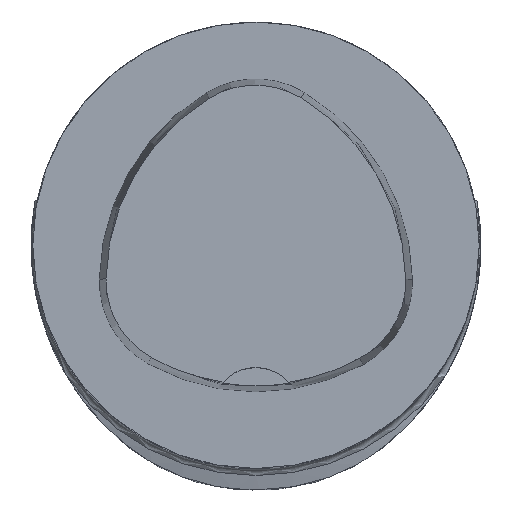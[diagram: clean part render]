
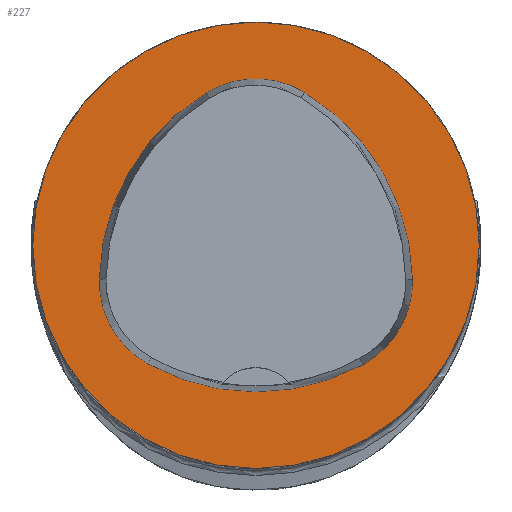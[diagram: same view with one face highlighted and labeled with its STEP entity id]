
A CAD part, top view. The second image highlights one B-rep face of the part: STEP entity #227.
In plain terms, the highlighted planar face has unit normal (0, 0, 1).
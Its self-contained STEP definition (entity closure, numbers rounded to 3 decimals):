
#227=ADVANCED_FACE('',(#438,#439),#271,.T.);
#271=PLANE('',#1254);
#438=FACE_BOUND('',#489,.T.);
#439=FACE_BOUND('',#490,.T.);
#489=EDGE_LOOP('',(#705,#706,#707,#708,#709,#710));
#490=EDGE_LOOP('',(#711));
#705=ORIENTED_EDGE('',*,*,#1025,.T.);
#706=ORIENTED_EDGE('',*,*,#1005,.T.);
#707=ORIENTED_EDGE('',*,*,#1009,.T.);
#708=ORIENTED_EDGE('',*,*,#1012,.T.);
#709=ORIENTED_EDGE('',*,*,#1015,.T.);
#710=ORIENTED_EDGE('',*,*,#1023,.T.);
#711=ORIENTED_EDGE('',*,*,#1028,.F.);
#879=VERTEX_POINT('',#1951);
#880=VERTEX_POINT('',#1952);
#883=VERTEX_POINT('',#1960);
#885=VERTEX_POINT('',#1966);
#887=VERTEX_POINT('',#1972);
#894=VERTEX_POINT('',#1993);
#895=VERTEX_POINT('',#2003);
#1005=EDGE_CURVE('',#879,#880,#1075,.T.);
#1009=EDGE_CURVE('',#880,#883,#1077,.T.);
#1012=EDGE_CURVE('',#883,#885,#1079,.T.);
#1015=EDGE_CURVE('',#885,#887,#1081,.T.);
#1023=EDGE_CURVE('',#887,#894,#1085,.T.);
#1025=EDGE_CURVE('',#894,#879,#1087,.T.);
#1028=EDGE_CURVE('',#895,#895,#1090,.T.);
#1075=CIRCLE('',#1231,20.);
#1077=CIRCLE('',#1234,8.5);
#1079=CIRCLE('',#1237,20.);
#1081=CIRCLE('',#1240,8.5);
#1085=CIRCLE('',#1245,20.);
#1087=CIRCLE('',#1248,8.5);
#1090=CIRCLE('',#1253,20.);
#1231=AXIS2_PLACEMENT_3D('',#1950,#1462,#1463);
#1234=AXIS2_PLACEMENT_3D('',#1959,#1470,#1471);
#1237=AXIS2_PLACEMENT_3D('',#1965,#1477,#1478);
#1240=AXIS2_PLACEMENT_3D('',#1971,#1484,#1485);
#1245=AXIS2_PLACEMENT_3D('',#1994,#1496,#1497);
#1248=AXIS2_PLACEMENT_3D('',#1997,#1502,#1503);
#1253=AXIS2_PLACEMENT_3D('',#2002,#1512,#1513);
#1254=AXIS2_PLACEMENT_3D('',#2004,#1514,#1515);
#1462=DIRECTION('',(0.,0.,-1.));
#1463=DIRECTION('',(-1.,0.,0.));
#1470=DIRECTION('',(0.,0.,-1.));
#1471=DIRECTION('',(-1.,0.,0.));
#1477=DIRECTION('',(0.,0.,-1.));
#1478=DIRECTION('',(-1.,0.,0.));
#1484=DIRECTION('',(0.,0.,-1.));
#1485=DIRECTION('',(-1.,0.,0.));
#1496=DIRECTION('',(0.,0.,-1.));
#1497=DIRECTION('',(-1.,0.,0.));
#1502=DIRECTION('',(0.,0.,-1.));
#1503=DIRECTION('',(-1.,0.,0.));
#1512=DIRECTION('',(0.,0.,-1.));
#1513=DIRECTION('',(-1.,0.,0.));
#1514=DIRECTION('',(0.,0.,1.));
#1515=DIRECTION('',(1.,0.,0.));
#1950=CARTESIAN_POINT('',(5.955,-3.414,0.));
#1951=CARTESIAN_POINT('',(-14.041,-3.042,0.));
#1952=CARTESIAN_POINT('',(-4.472,13.653,0.));
#1959=CARTESIAN_POINT('',(-0.04,6.4,0.));
#1960=CARTESIAN_POINT('',(4.347,13.68,0.));
#1965=CARTESIAN_POINT('',(-5.976,-3.45,0.));
#1966=CARTESIAN_POINT('',(14.021,-3.075,0.));
#1971=CARTESIAN_POINT('',(5.522,-3.235,0.));
#1972=CARTESIAN_POINT('',(9.588,-10.699,0.));
#1993=CARTESIAN_POINT('',(-9.655,-10.639,0.));
#1994=CARTESIAN_POINT('',(0.022,6.864,0.));
#1997=CARTESIAN_POINT('',(-5.543,-3.2,0.));
#2002=CARTESIAN_POINT('',(0.,0.,0.));
#2003=CARTESIAN_POINT('',(-20.,0.,0.));
#2004=CARTESIAN_POINT('',(0.,0.,0.));
